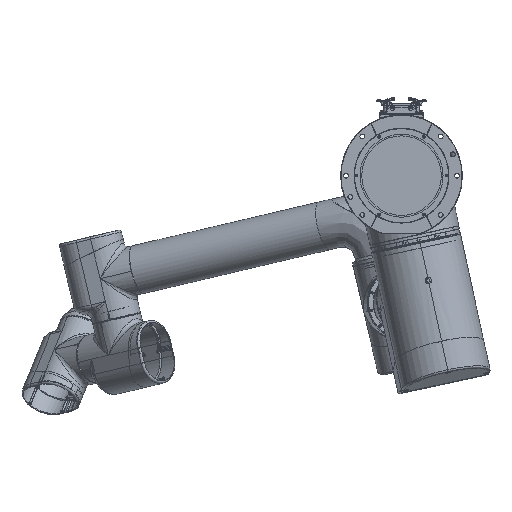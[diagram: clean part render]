
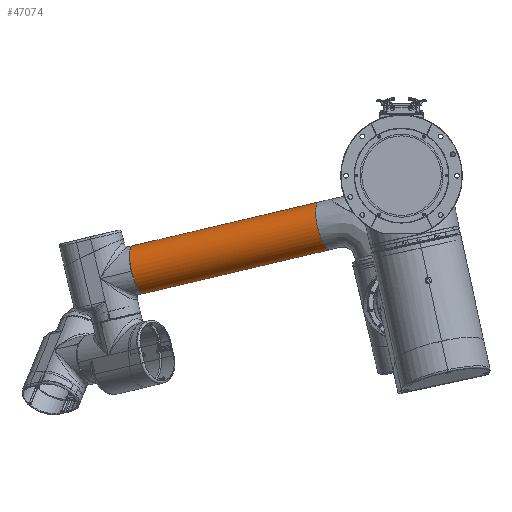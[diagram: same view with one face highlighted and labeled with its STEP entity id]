
A CAD part, front view. The second image highlights one B-rep face of the part: STEP entity #47074.
In plain terms, the highlighted cylindrical face has radius 64 mm (diameter 128 mm), a partial arc.
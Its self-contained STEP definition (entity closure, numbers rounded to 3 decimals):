
#710 = CIRCLE ( 'NONE', #116349, 64. ) ;
#7756 = CARTESIAN_POINT ( 'NONE',  ( -610., 46.825, -12.566 ) ) ;
#8798 = CARTESIAN_POINT ( 'NONE',  ( -610., 122.566, -63.175 ) ) ;
#9144 = DIRECTION ( 'NONE',  ( -1., 0., 0. ) ) ;
#10931 = ORIENTED_EDGE ( 'NONE', *, *, #144132, .T. ) ;
#11732 = B_SPLINE_CURVE_WITH_KNOTS ( 'NONE', 3,
 ( #86475, #68861, #39868, #37823, #136031, #21250, #22282, #55364, #8798, #181469, #149561, #131977, #103978, #100919, #40866, #71935, #7756, #54351, #70924 ),
 .UNSPECIFIED., .F., .F.,
 ( 4, 1, 1, 1, 1, 1, 1, 1, 1, 1, 1, 1, 1, 1, 1, 1, 4 ),
 ( 0., 0.031, 0.063, 0.094, 0.125, 0.156, 0.188, 0.219, 0.25, 0.281, 0.313, 0.344, 0.375, 0.406, 0.438, 0.469, 0.5 ),
 .UNSPECIFIED. ) ;
#21250 = CARTESIAN_POINT ( 'NONE',  ( -610., 155.547, -45.547 ) ) ;
#22282 = CARTESIAN_POINT ( 'NONE',  ( -610., 145.786, -53.557 ) ) ;
#26021 = VERTEX_POINT ( 'NONE', #168554 ) ;
#28863 = VECTOR ( 'NONE', #82862, 1000. ) ;
#29140 = CARTESIAN_POINT ( 'NONE',  ( -610., 110., 0. ) ) ;
#29821 = AXIS2_PLACEMENT_3D ( 'NONE', #29140, #197713, #103691 ) ;
#32773 = CARTESIAN_POINT ( 'NONE',  ( -610., 46., 0. ) ) ;
#36035 = EDGE_CURVE ( 'NONE', #138143, #70724, #115886, .T. ) ;
#37502 = CARTESIAN_POINT ( 'NONE',  ( -610., 174., 0. ) ) ;
#37823 = CARTESIAN_POINT ( 'NONE',  ( -610., 169.51, -24.65 ) ) ;
#39868 = CARTESIAN_POINT ( 'NONE',  ( -610., 173.175, -12.566 ) ) ;
#40866 = CARTESIAN_POINT ( 'NONE',  ( -610., 56.443, -35.786 ) ) ;
#41356 = EDGE_CURVE ( 'NONE', #138143, #26021, #11732, .T. ) ;
#47074 = ADVANCED_FACE ( 'NONE', ( #150306 ), #121251, .T. ) ;
#50314 = LINE ( 'NONE', #32773, #189753 ) ;
#52765 = CARTESIAN_POINT ( 'NONE',  ( -610., 174., 0. ) ) ;
#54351 = CARTESIAN_POINT ( 'NONE',  ( -610., 46., -4.189 ) ) ;
#55040 = EDGE_CURVE ( 'NONE', #26021, #98257, #50314, .T. ) ;
#55364 = CARTESIAN_POINT ( 'NONE',  ( -610., 134.65, -59.51 ) ) ;
#68861 = CARTESIAN_POINT ( 'NONE',  ( -610., 174., -4.189 ) ) ;
#70724 = VERTEX_POINT ( 'NONE', #103418 ) ;
#70924 = CARTESIAN_POINT ( 'NONE',  ( -610., 46., 0. ) ) ;
#71935 = CARTESIAN_POINT ( 'NONE',  ( -610., 50.49, -24.65 ) ) ;
#79367 = ORIENTED_EDGE ( 'NONE', *, *, #55040, .F. ) ;
#82862 = DIRECTION ( 'NONE',  ( 1., 0., 0. ) ) ;
#86475 = CARTESIAN_POINT ( 'NONE',  ( -610., 174., 0. ) ) ;
#87847 = CARTESIAN_POINT ( 'NONE',  ( -88.5, 110., 0. ) ) ;
#94478 = ORIENTED_EDGE ( 'NONE', *, *, #36035, .T. ) ;
#98257 = VERTEX_POINT ( 'NONE', #112865 ) ;
#100919 = CARTESIAN_POINT ( 'NONE',  ( -610., 64.453, -45.547 ) ) ;
#103418 = CARTESIAN_POINT ( 'NONE',  ( -88.5, 174., 0. ) ) ;
#103691 = DIRECTION ( 'NONE',  ( 0., 1., 0. ) ) ;
#103978 = CARTESIAN_POINT ( 'NONE',  ( -610., 74.214, -53.557 ) ) ;
#105336 = DIRECTION ( 'NONE',  ( 0., -1., 0. ) ) ;
#112865 = CARTESIAN_POINT ( 'NONE',  ( -88.5, 46., 0. ) ) ;
#115886 = LINE ( 'NONE', #52765, #28863 ) ;
#116349 = AXIS2_PLACEMENT_3D ( 'NONE', #87847, #9144, #105336 ) ;
#121251 = CYLINDRICAL_SURFACE ( 'NONE', #29821, 64. ) ;
#131977 = CARTESIAN_POINT ( 'NONE',  ( -610., 85.35, -59.51 ) ) ;
#136031 = CARTESIAN_POINT ( 'NONE',  ( -610., 163.557, -35.786 ) ) ;
#138143 = VERTEX_POINT ( 'NONE', #37502 ) ;
#142076 = EDGE_LOOP ( 'NONE', ( #79367, #183026, #94478, #10931 ) ) ;
#144132 = EDGE_CURVE ( 'NONE', #70724, #98257, #710, .T. ) ;
#149561 = CARTESIAN_POINT ( 'NONE',  ( -610., 97.434, -63.175 ) ) ;
#150306 = FACE_OUTER_BOUND ( 'NONE', #142076, .T. ) ;
#161901 = DIRECTION ( 'NONE',  ( 1., 0., 0. ) ) ;
#168554 = CARTESIAN_POINT ( 'NONE',  ( -610., 46., 0. ) ) ;
#181469 = CARTESIAN_POINT ( 'NONE',  ( -610., 110., -64.413 ) ) ;
#183026 = ORIENTED_EDGE ( 'NONE', *, *, #41356, .F. ) ;
#189753 = VECTOR ( 'NONE', #161901, 1000. ) ;
#197713 = DIRECTION ( 'NONE',  ( 1., 0., 0. ) ) ;
